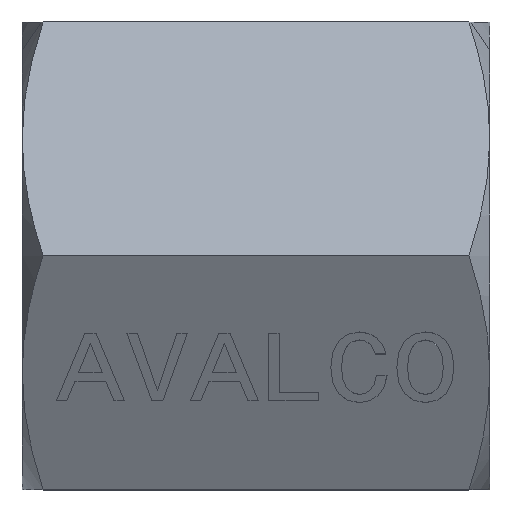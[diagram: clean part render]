
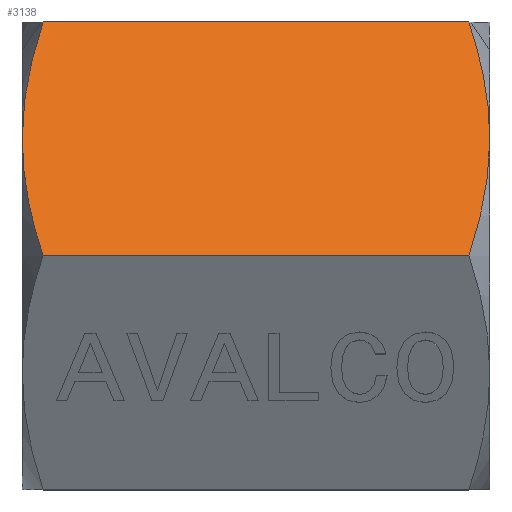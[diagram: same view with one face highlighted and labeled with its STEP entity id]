
A CAD part, top view. The second image highlights one B-rep face of the part: STEP entity #3138.
In plain terms, the highlighted planar face has unit normal (0, 0.5, 0.866).
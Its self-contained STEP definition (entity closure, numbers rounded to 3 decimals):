
#236=CARTESIAN_POINT('Vertex',(30.571,0.,18.475)) ;
#239=CARTESIAN_POINT('Line Origine',(16.,0.,18.475)) ;
#243=CARTESIAN_POINT('Vertex',(1.429,0.,18.475)) ;
#1088=CARTESIAN_POINT('Vertex',(32.,8.,13.856)) ;
#1096=CARTESIAN_POINT('Vertex',(30.571,16.,9.238)) ;
#1100=CARTESIAN_POINT('Control Point',(30.571,16.,9.238)) ;
#1101=CARTESIAN_POINT('Control Point',(31.249,13.966,10.412)) ;
#1102=CARTESIAN_POINT('Control Point',(31.751,11.945,11.579)) ;
#1103=CARTESIAN_POINT('Control Point',(32.,9.973,12.717)) ;
#1104=CARTESIAN_POINT('Control Point',(32.,8.,13.856)) ;
#1137=CARTESIAN_POINT('Control Point',(32.,8.,13.856)) ;
#1138=CARTESIAN_POINT('Control Point',(32.,6.027,14.995)) ;
#1139=CARTESIAN_POINT('Control Point',(31.751,4.055,16.134)) ;
#1140=CARTESIAN_POINT('Control Point',(31.249,2.034,17.301)) ;
#1141=CARTESIAN_POINT('Control Point',(30.571,0.,18.475)) ;
#1153=CARTESIAN_POINT('Vertex',(0.,8.,13.856)) ;
#1157=CARTESIAN_POINT('Control Point',(1.429,0.,18.475)) ;
#1158=CARTESIAN_POINT('Control Point',(0.754,2.025,17.306)) ;
#1159=CARTESIAN_POINT('Control Point',(0.251,4.044,16.14)) ;
#1160=CARTESIAN_POINT('Control Point',(0.,6.021,14.999)) ;
#1161=CARTESIAN_POINT('Control Point',(0.,8.,13.856)) ;
#1224=CARTESIAN_POINT('Control Point',(0.,8.,13.856)) ;
#1225=CARTESIAN_POINT('Control Point',(0.,9.978,12.714)) ;
#1226=CARTESIAN_POINT('Control Point',(0.251,11.956,11.572)) ;
#1227=CARTESIAN_POINT('Control Point',(0.754,13.976,10.406)) ;
#1228=CARTESIAN_POINT('Control Point',(1.429,16.,9.238)) ;
#1229=CARTESIAN_POINT('Vertex',(1.429,16.,9.238)) ;
#2264=CARTESIAN_POINT('Line Origine',(16.,16.,9.238)) ;
#3125=CARTESIAN_POINT('Axis2P3D Location',(0.,0.,18.475)) ;
#240=DIRECTION('Vector Direction',(1.,0.,0.)) ;
#2265=DIRECTION('Vector Direction',(1.,0.,0.)) ;
#3126=DIRECTION('Axis2P3D Direction',(0.,-0.5,-0.866)) ;
#3127=DIRECTION('Axis2P3D XDirection',(0.,0.866,-0.5)) ;
#3128=AXIS2_PLACEMENT_3D('Plane Axis2P3D',#3125,#3126,#3127) ;
#3131=ORIENTED_EDGE('',*,*,#1142,.F.) ;
#3132=ORIENTED_EDGE('',*,*,#1105,.F.) ;
#3133=ORIENTED_EDGE('',*,*,#2268,.F.) ;
#3134=ORIENTED_EDGE('',*,*,#1231,.F.) ;
#3135=ORIENTED_EDGE('',*,*,#1162,.F.) ;
#3136=ORIENTED_EDGE('',*,*,#245,.T.) ;
#241=VECTOR('Line Direction',#240,1.) ;
#2266=VECTOR('Line Direction',#2265,1.) ;
#3138=ADVANCED_FACE('Corps principal',(#3137),#3129,.F.) ;
#1099=B_SPLINE_CURVE_WITH_KNOTS('',4,(#1100,#1101,#1102,#1103,#1104),.UNSPECIFIED.,.F.,.U.,(5,5),(0.,13.697),.UNSPECIFIED.) ;
#1136=B_SPLINE_CURVE_WITH_KNOTS('',4,(#1137,#1138,#1139,#1140,#1141),.UNSPECIFIED.,.F.,.U.,(5,5),(13.697,27.395),.UNSPECIFIED.) ;
#1156=B_SPLINE_CURVE_WITH_KNOTS('',4,(#1157,#1158,#1159,#1160,#1161),.UNSPECIFIED.,.F.,.U.,(5,5),(0.,13.481),.UNSPECIFIED.) ;
#1223=B_SPLINE_CURVE_WITH_KNOTS('',4,(#1224,#1225,#1226,#1227,#1228),.UNSPECIFIED.,.F.,.U.,(5,5),(13.481,26.961),.UNSPECIFIED.) ;
#245=EDGE_CURVE('',#244,#237,#242,.T.) ;
#1105=EDGE_CURVE('',#1097,#1089,#1099,.T.) ;
#1142=EDGE_CURVE('',#1089,#237,#1136,.T.) ;
#1162=EDGE_CURVE('',#244,#1154,#1156,.T.) ;
#1231=EDGE_CURVE('',#1154,#1230,#1223,.T.) ;
#2268=EDGE_CURVE('',#1230,#1097,#2267,.T.) ;
#3130=EDGE_LOOP('',(#3131,#3132,#3133,#3134,#3135,#3136)) ;
#3137=FACE_OUTER_BOUND('',#3130,.T.) ;
#242=LINE('Line',#239,#241) ;
#2267=LINE('Line',#2264,#2266) ;
#3129=PLANE('',#3128) ;
#237=VERTEX_POINT('',#236) ;
#244=VERTEX_POINT('',#243) ;
#1089=VERTEX_POINT('',#1088) ;
#1097=VERTEX_POINT('',#1096) ;
#1154=VERTEX_POINT('',#1153) ;
#1230=VERTEX_POINT('',#1229) ;
